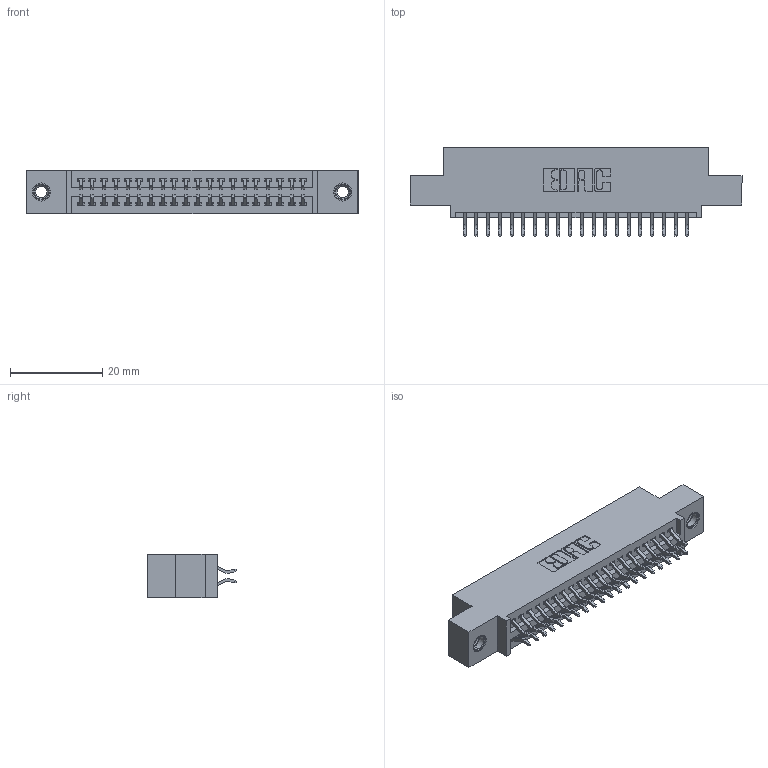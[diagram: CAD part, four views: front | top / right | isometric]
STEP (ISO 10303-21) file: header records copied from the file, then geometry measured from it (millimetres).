
FILE_DESCRIPTION (( 'STEP AP203' ), '1' );
FILE_NAME ('345-040-556-507.STEP', '2018-09-05T05:07:36', ( '' ), ( '' ), 'SwSTEP 2.0', 'SolidWorks 2016', '' );
FILE_SCHEMA (( 'CONFIG_CONTROL_DESIGN' ));
Length unit declared in the file: inch
Products named in the file (4): 345 Part_0.110 Offset - 0.156 Dia-TI; 345-292-001_556 Tail; 345-250-001_345-250-005-103; 345-040-556-507
Assembly tree (43 placements, depth 2):
  345-040-556-507
    345 Part_0.110 Offset - 0.156 Dia-TI
    345-292-001_556 Tail  x40
    345-250-001_345-250-005-103  x2
Bounding box: 72.01 x 19.24 x 9.4 mm (x, y, z)
Volume: 6702.4 mm3; surface area: 9566.8 mm2
Topology: 43 solids, 43 shells, 2430 faces, 7169 edges, 4718 vertices
Faces by surface type: plane 1596, cylinder 818, cone 12, torus 4
Entity records: 20192 total; most frequent: CARTESIAN_POINT 3403, ORIENTED_EDGE 3318, DIRECTION 3041, EDGE_CURVE 1659, LINE 1419, VECTOR 1419, VERTEX_POINT 1100, AXIS2_PLACEMENT_3D 811
